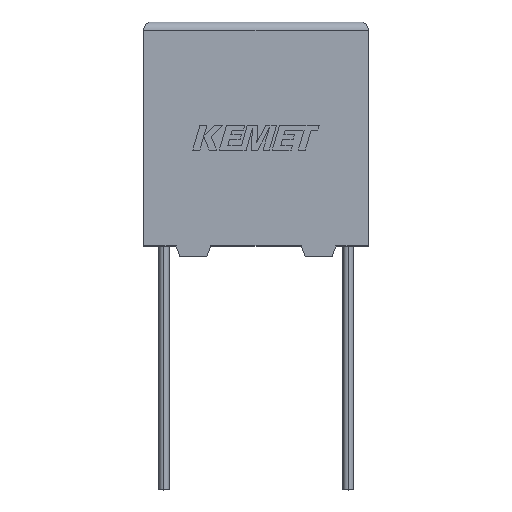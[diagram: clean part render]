
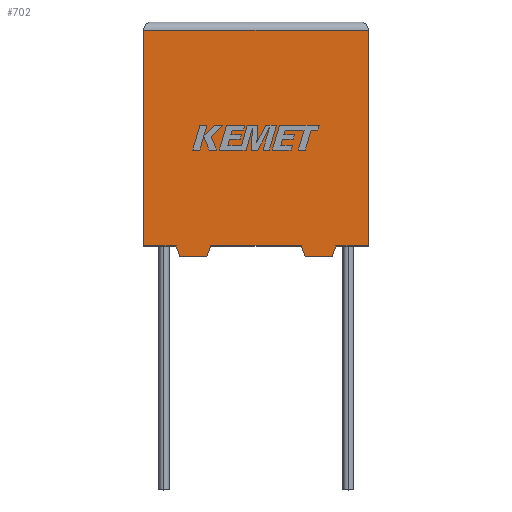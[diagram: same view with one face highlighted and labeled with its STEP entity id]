
A CAD part, top view. The second image highlights one B-rep face of the part: STEP entity #702.
In plain terms, the highlighted planar face has unit normal (0, 0, 1).
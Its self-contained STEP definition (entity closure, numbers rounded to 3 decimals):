
#1 = VERTEX_POINT ( 'NONE', #1907 ) ;
#26 = VERTEX_POINT ( 'NONE', #1410 ) ;
#40 = DIRECTION ( 'NONE',  ( 0., 0., -1. ) ) ;
#59 = ORIENTED_EDGE ( 'NONE', *, *, #983, .T. ) ;
#65 = DIRECTION ( 'NONE',  ( -1., 0., 0. ) ) ;
#111 = ORIENTED_EDGE ( 'NONE', *, *, #1456, .T. ) ;
#117 = ORIENTED_EDGE ( 'NONE', *, *, #2128, .T. ) ;
#150 = VERTEX_POINT ( 'NONE', #2608 ) ;
#198 = LINE ( 'NONE', #1729, #3019 ) ;
#223 = EDGE_CURVE ( 'NONE', #525, #1, #2736, .T. ) ;
#236 = CARTESIAN_POINT ( 'NONE',  ( 18.3, 0., 11.2 ) ) ;
#266 = EDGE_CURVE ( 'NONE', #150, #886, #689, .T. ) ;
#280 = VECTOR ( 'NONE', #3221, 1000. ) ;
#330 = EDGE_CURVE ( 'NONE', #1697, #2643, #2151, .T. ) ;
#375 = EDGE_CURVE ( 'NONE', #1618, #2646, #2693, .T. ) ;
#377 = VECTOR ( 'NONE', #2077, 1000. ) ;
#412 = ORIENTED_EDGE ( 'NONE', *, *, #1963, .F. ) ;
#478 = ORIENTED_EDGE ( 'NONE', *, *, #1862, .T. ) ;
#484 = DIRECTION ( 'NONE',  ( 0., 1., 0. ) ) ;
#506 = EDGE_CURVE ( 'NONE', #2646, #2643, #198, .T. ) ;
#525 = VERTEX_POINT ( 'NONE', #2235 ) ;
#572 = DIRECTION ( 'NONE',  ( -1., 0., 0. ) ) ;
#634 = VECTOR ( 'NONE', #1555, 1000. ) ;
#640 = VECTOR ( 'NONE', #65, 1000. ) ;
#648 = VECTOR ( 'NONE', #770, 1000. ) ;
#652 = CARTESIAN_POINT ( 'NONE',  ( 15.651, 0., 11.2 ) ) ;
#689 = LINE ( 'NONE', #3238, #280 ) ;
#702 = ADVANCED_FACE ( 'NONE', ( #1875 ), #2056, .F. ) ;
#770 = DIRECTION ( 'NONE',  ( 1., 0., 0. ) ) ;
#826 = CARTESIAN_POINT ( 'NONE',  ( 15.351, -0.859, 11.2 ) ) ;
#861 = CARTESIAN_POINT ( 'NONE',  ( 13.151, -0.859, 11.2 ) ) ;
#886 = VERTEX_POINT ( 'NONE', #1768 ) ;
#983 = EDGE_CURVE ( 'NONE', #1810, #2136, #1108, .T. ) ;
#1017 = EDGE_LOOP ( 'NONE', ( #111, #117, #59, #478, #1135, #2801, #3145, #3009, #2509, #1066, #412, #1931 ) ) ;
#1024 = LINE ( 'NONE', #1177, #3156 ) ;
#1066 = ORIENTED_EDGE ( 'NONE', *, *, #375, .F. ) ;
#1081 = CARTESIAN_POINT ( 'NONE',  ( 0., 17.552, 11.2 ) ) ;
#1095 = CARTESIAN_POINT ( 'NONE',  ( 0., 0., 11.2 ) ) ;
#1108 = LINE ( 'NONE', #3066, #634 ) ;
#1135 = ORIENTED_EDGE ( 'NONE', *, *, #1536, .T. ) ;
#1165 = LINE ( 'NONE', #2082, #2910 ) ;
#1177 = CARTESIAN_POINT ( 'NONE',  ( 2.649, 0., 11.2 ) ) ;
#1247 = CARTESIAN_POINT ( 'NONE',  ( 2.949, -0.859, 11.2 ) ) ;
#1256 = VECTOR ( 'NONE', #484, 1000. ) ;
#1283 = VECTOR ( 'NONE', #1373, 1000. ) ;
#1362 = CARTESIAN_POINT ( 'NONE',  ( 0., 0., 11.2 ) ) ;
#1373 = DIRECTION ( 'NONE',  ( -0.33, -0.944, 0. ) ) ;
#1410 = CARTESIAN_POINT ( 'NONE',  ( 18.3, 17.552, 11.2 ) ) ;
#1430 = DIRECTION ( 'NONE',  ( 0.33, 0.944, 0. ) ) ;
#1456 = EDGE_CURVE ( 'NONE', #886, #26, #2637, .T. ) ;
#1461 = DIRECTION ( 'NONE',  ( -0.33, 0.944, 0. ) ) ;
#1482 = AXIS2_PLACEMENT_3D ( 'NONE', #1362, #40, #1544 ) ;
#1536 = EDGE_CURVE ( 'NONE', #2945, #525, #1024, .T. ) ;
#1544 = DIRECTION ( 'NONE',  ( -1., 0., 0. ) ) ;
#1552 = CARTESIAN_POINT ( 'NONE',  ( 2.649, 0., 11.2 ) ) ;
#1555 = DIRECTION ( 'NONE',  ( 0., -1., 0. ) ) ;
#1580 = CARTESIAN_POINT ( 'NONE',  ( 15.351, -0.859, 11.2 ) ) ;
#1618 = VERTEX_POINT ( 'NONE', #826 ) ;
#1651 = CARTESIAN_POINT ( 'NONE',  ( 5.149, -0.859, 11.2 ) ) ;
#1661 = DIRECTION ( 'NONE',  ( 0.33, -0.944, 0. ) ) ;
#1697 = VERTEX_POINT ( 'NONE', #1778 ) ;
#1729 = CARTESIAN_POINT ( 'NONE',  ( 13.151, -0.859, 11.2 ) ) ;
#1759 = CARTESIAN_POINT ( 'NONE',  ( 0., 0., 11.2 ) ) ;
#1768 = CARTESIAN_POINT ( 'NONE',  ( 18.3, 0., 11.2 ) ) ;
#1778 = CARTESIAN_POINT ( 'NONE',  ( 5.449, 0., 11.2 ) ) ;
#1810 = VERTEX_POINT ( 'NONE', #1081 ) ;
#1840 = CARTESIAN_POINT ( 'NONE',  ( 0., 0., 11.2 ) ) ;
#1862 = EDGE_CURVE ( 'NONE', #2136, #2945, #2364, .T. ) ;
#1875 = FACE_OUTER_BOUND ( 'NONE', #1017, .T. ) ;
#1907 = CARTESIAN_POINT ( 'NONE',  ( 5.149, -0.859, 11.2 ) ) ;
#1931 = ORIENTED_EDGE ( 'NONE', *, *, #266, .T. ) ;
#1963 = EDGE_CURVE ( 'NONE', #150, #1618, #2406, .T. ) ;
#2056 = PLANE ( 'NONE',  #1482 ) ;
#2077 = DIRECTION ( 'NONE',  ( 1., 0., 0. ) ) ;
#2082 = CARTESIAN_POINT ( 'NONE',  ( 0., 17.552, 11.2 ) ) ;
#2117 = CARTESIAN_POINT ( 'NONE',  ( 12.851, 0., 11.2 ) ) ;
#2128 = EDGE_CURVE ( 'NONE', #26, #1810, #1165, .T. ) ;
#2136 = VERTEX_POINT ( 'NONE', #1095 ) ;
#2151 = LINE ( 'NONE', #1759, #648 ) ;
#2235 = CARTESIAN_POINT ( 'NONE',  ( 2.949, -0.859, 11.2 ) ) ;
#2263 = EDGE_CURVE ( 'NONE', #1, #1697, #2858, .T. ) ;
#2364 = LINE ( 'NONE', #1840, #377 ) ;
#2406 = LINE ( 'NONE', #652, #1283 ) ;
#2509 = ORIENTED_EDGE ( 'NONE', *, *, #506, .F. ) ;
#2608 = CARTESIAN_POINT ( 'NONE',  ( 15.651, 0., 11.2 ) ) ;
#2637 = LINE ( 'NONE', #236, #1256 ) ;
#2643 = VERTEX_POINT ( 'NONE', #2117 ) ;
#2646 = VERTEX_POINT ( 'NONE', #861 ) ;
#2693 = LINE ( 'NONE', #1580, #640 ) ;
#2720 = DIRECTION ( 'NONE',  ( 1., 0., 0. ) ) ;
#2736 = LINE ( 'NONE', #1247, #2815 ) ;
#2786 = VECTOR ( 'NONE', #1430, 1000. ) ;
#2801 = ORIENTED_EDGE ( 'NONE', *, *, #223, .T. ) ;
#2815 = VECTOR ( 'NONE', #2720, 1000. ) ;
#2858 = LINE ( 'NONE', #1651, #2786 ) ;
#2910 = VECTOR ( 'NONE', #572, 1000. ) ;
#2945 = VERTEX_POINT ( 'NONE', #1552 ) ;
#3009 = ORIENTED_EDGE ( 'NONE', *, *, #330, .T. ) ;
#3019 = VECTOR ( 'NONE', #1461, 1000. ) ;
#3066 = CARTESIAN_POINT ( 'NONE',  ( 0., 0., 11.2 ) ) ;
#3145 = ORIENTED_EDGE ( 'NONE', *, *, #2263, .T. ) ;
#3156 = VECTOR ( 'NONE', #1661, 1000. ) ;
#3221 = DIRECTION ( 'NONE',  ( 1., 0., 0. ) ) ;
#3238 = CARTESIAN_POINT ( 'NONE',  ( 0., 0., 11.2 ) ) ;
